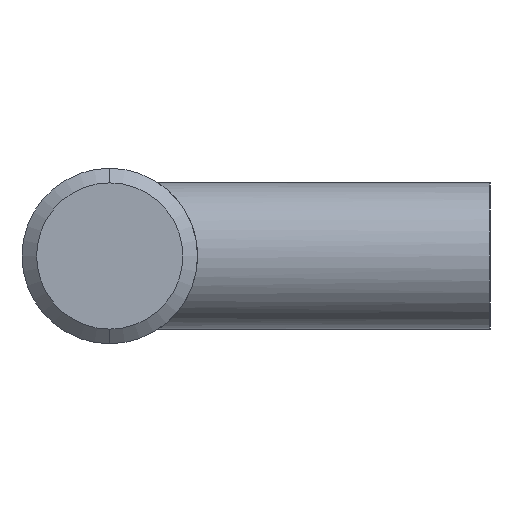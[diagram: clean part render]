
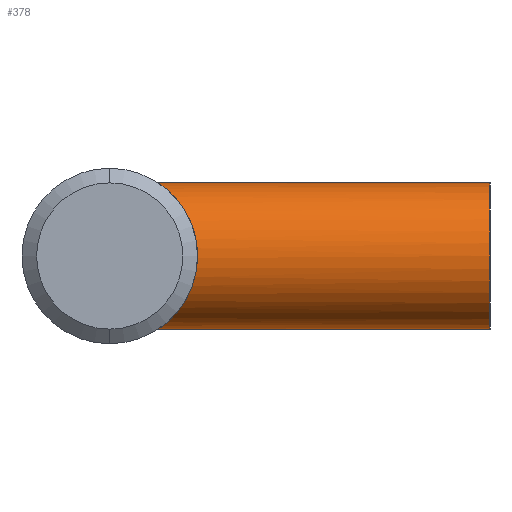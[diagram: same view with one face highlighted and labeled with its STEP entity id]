
A CAD part, left-side view. The second image highlights one B-rep face of the part: STEP entity #378.
In plain terms, the highlighted cylindrical face has radius 5 mm (diameter 10 mm), a partial arc.
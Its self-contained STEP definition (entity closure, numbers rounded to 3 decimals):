
#1 = CARTESIAN_POINT ( 'NONE',  ( -1.667, -3.704, 4.724 ) ) ;
#10 = CARTESIAN_POINT ( 'NONE',  ( -0.697, -3.385, -4.954 ) ) ;
#15 = CARTESIAN_POINT ( 'NONE',  ( 0., -26., 0. ) ) ;
#20 = EDGE_CURVE ( 'NONE', #479, #288, #248, .T. ) ;
#27 = CARTESIAN_POINT ( 'NONE',  ( -0.175, -3.317, -5. ) ) ;
#33 = VERTEX_POINT ( 'NONE', #614 ) ;
#40 = CARTESIAN_POINT ( 'NONE',  ( -3.04, -4.494, -3.982 ) ) ;
#50 = CARTESIAN_POINT ( 'NONE',  ( -4.449, -5.548, -2.307 ) ) ;
#64 = LINE ( 'NONE', #398, #625 ) ;
#73 = DIRECTION ( 'NONE',  ( 0., 0., 1. ) ) ;
#74 = CYLINDRICAL_SURFACE ( 'NONE', #367, 5. ) ;
#91 = EDGE_LOOP ( 'NONE', ( #430, #489, #158, #349 ) ) ;
#97 = CARTESIAN_POINT ( 'NONE',  ( -5.009, -6.008, 0.006 ) ) ;
#102 = CARTESIAN_POINT ( 'NONE',  ( -4.717, -5.766, -1.692 ) ) ;
#108 = CARTESIAN_POINT ( 'NONE',  ( -3.924, -5.136, -3.116 ) ) ;
#121 = EDGE_CURVE ( 'NONE', #288, #33, #640, .T. ) ;
#123 = CARTESIAN_POINT ( 'NONE',  ( -2.252, -4.001, -4.475 ) ) ;
#127 = CARTESIAN_POINT ( 'NONE',  ( 0., -26., -5. ) ) ;
#157 = CARTESIAN_POINT ( 'NONE',  ( -3.272, -4.656, 3.794 ) ) ;
#158 = ORIENTED_EDGE ( 'NONE', *, *, #121, .T. ) ;
#161 = CARTESIAN_POINT ( 'NONE',  ( -4.289, -5.42, -2.59 ) ) ;
#172 = CARTESIAN_POINT ( 'NONE',  ( -4.991, -5.992, 0.354 ) ) ;
#178 = CARTESIAN_POINT ( 'NONE',  ( 0., -26., 5. ) ) ;
#202 = CARTESIAN_POINT ( 'NONE',  ( -2.527, -4.165, -4.325 ) ) ;
#205 = CARTESIAN_POINT ( 'NONE',  ( 0., -3.317, 5. ) ) ;
#208 = CARTESIAN_POINT ( 'NONE',  ( -2.525, -4.164, 4.327 ) ) ;
#216 = CARTESIAN_POINT ( 'NONE',  ( -3.921, -5.134, 3.119 ) ) ;
#229 = CARTESIAN_POINT ( 'NONE',  ( 0., -26., 0. ) ) ;
#248 = CIRCLE ( 'NONE', #308, 5. ) ;
#258 = CARTESIAN_POINT ( 'NONE',  ( 0., -26., 5. ) ) ;
#266 = CARTESIAN_POINT ( 'NONE',  ( -4.284, -5.417, 2.597 ) ) ;
#270 = DIRECTION ( 'NONE',  ( 0., 1., 0. ) ) ;
#288 = VERTEX_POINT ( 'NONE', #178 ) ;
#293 = CARTESIAN_POINT ( 'NONE',  ( -3.718, -4.98, -3.357 ) ) ;
#296 = CARTESIAN_POINT ( 'NONE',  ( -0.865, -3.424, -4.927 ) ) ;
#302 = CARTESIAN_POINT ( 'NONE',  ( -1.356, -3.58, -4.815 ) ) ;
#308 = AXIS2_PLACEMENT_3D ( 'NONE', #229, #423, #73 ) ;
#314 = CARTESIAN_POINT ( 'NONE',  ( -1.816, -3.779, -4.661 ) ) ;
#316 = CARTESIAN_POINT ( 'NONE',  ( -4.444, -5.545, 2.316 ) ) ;
#349 = ORIENTED_EDGE ( 'NONE', *, *, #480, .T. ) ;
#352 = CARTESIAN_POINT ( 'NONE',  ( 0., -3.317, -5. ) ) ;
#367 = AXIS2_PLACEMENT_3D ( 'NONE', #15, #270, #371 ) ;
#371 = DIRECTION ( 'NONE',  ( 0., 0., 1. ) ) ;
#372 = CARTESIAN_POINT ( 'NONE',  ( -4.991, -5.993, -0.342 ) ) ;
#378 = ADVANCED_FACE ( 'NONE', ( #511 ), #74, .T. ) ;
#398 = CARTESIAN_POINT ( 'NONE',  ( 0., -26., -5. ) ) ;
#403 = CARTESIAN_POINT ( 'NONE',  ( -1.36, -3.571, 4.823 ) ) ;
#404 = DIRECTION ( 'NONE',  ( 0., 1., 0. ) ) ;
#408 = CARTESIAN_POINT ( 'NONE',  ( -3.714, -4.977, 3.362 ) ) ;
#423 = DIRECTION ( 'NONE',  ( 0., 1., 0. ) ) ;
#430 = ORIENTED_EDGE ( 'NONE', *, *, #452, .F. ) ;
#440 = CARTESIAN_POINT ( 'NONE',  ( -2.249, -3.999, 4.477 ) ) ;
#442 = VERTEX_POINT ( 'NONE', #352 ) ;
#448 = CARTESIAN_POINT ( 'NONE',  ( -0.354, -3.317, 5. ) ) ;
#452 = EDGE_CURVE ( 'NONE', #479, #442, #64, .T. ) ;
#455 = CARTESIAN_POINT ( 'NONE',  ( -4.926, -5.938, 0.875 ) ) ;
#479 = VERTEX_POINT ( 'NONE', #127 ) ;
#480 = EDGE_CURVE ( 'NONE', #33, #442, #530, .T. ) ;
#483 = CARTESIAN_POINT ( 'NONE',  ( -3.277, -4.66, -3.789 ) ) ;
#487 = CARTESIAN_POINT ( 'NONE',  ( -0.353, -3.331, -4.991 ) ) ;
#489 = ORIENTED_EDGE ( 'NONE', *, *, #20, .T. ) ;
#494 = DIRECTION ( 'NONE',  ( 0., 1., 0. ) ) ;
#507 = CARTESIAN_POINT ( 'NONE',  ( -1.667, -3.709, -4.717 ) ) ;
#510 = CARTESIAN_POINT ( 'NONE',  ( -4.821, -5.852, -1.369 ) ) ;
#511 = FACE_OUTER_BOUND ( 'NONE', #91, .T. ) ;
#523 = CARTESIAN_POINT ( 'NONE',  ( 0., -3.317, -5. ) ) ;
#530 = B_SPLINE_CURVE_WITH_KNOTS ( 'NONE', 3,
 ( #205, #448, #564, #403, #1, #440, #208, #594, #157, #408, #216, #266, #316, #611, #605, #455, #639, #172, #97, #372, #560, #544, #510, #102, #50, #161, #108, #293, #483, #40, #202, #123, #314, #507, #302, #590, #296, #10, #487, #27, #523 ),
 .UNSPECIFIED., .F., .F.,
 ( 4, 2, 2, 2, 2, 2, 2, 2, 2, 1, 2, 2, 2, 2, 2, 2, 2, 2, 2, 2, 4 ),
 ( 0., 0.001, 0.002, 0.003, 0.004, 0.005, 0.006, 0.007, 0.008, 0.008, 0.009, 0.009, 0.01, 0.011, 0.013, 0.014, 0.015, 0.015, 0.016, 0.016, 0.017 ),
 .UNSPECIFIED. ) ;
#544 = CARTESIAN_POINT ( 'NONE',  ( -4.928, -5.94, -0.863 ) ) ;
#547 = VECTOR ( 'NONE', #404, 1000. ) ;
#560 = CARTESIAN_POINT ( 'NONE',  ( -4.955, -5.963, -0.689 ) ) ;
#564 = CARTESIAN_POINT ( 'NONE',  ( -0.696, -3.374, 4.963 ) ) ;
#590 = CARTESIAN_POINT ( 'NONE',  ( -1.195, -3.522, -4.858 ) ) ;
#594 = CARTESIAN_POINT ( 'NONE',  ( -3.035, -4.491, 3.986 ) ) ;
#605 = CARTESIAN_POINT ( 'NONE',  ( -4.818, -5.849, 1.38 ) ) ;
#611 = CARTESIAN_POINT ( 'NONE',  ( -4.713, -5.762, 1.703 ) ) ;
#614 = CARTESIAN_POINT ( 'NONE',  ( 0., -3.317, 5. ) ) ;
#625 = VECTOR ( 'NONE', #494, 1000. ) ;
#639 = CARTESIAN_POINT ( 'NONE',  ( -4.954, -5.961, 0.702 ) ) ;
#640 = LINE ( 'NONE', #258, #547 ) ;
